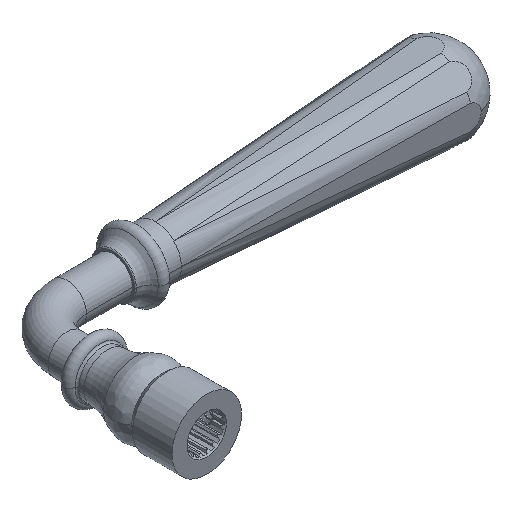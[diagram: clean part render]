
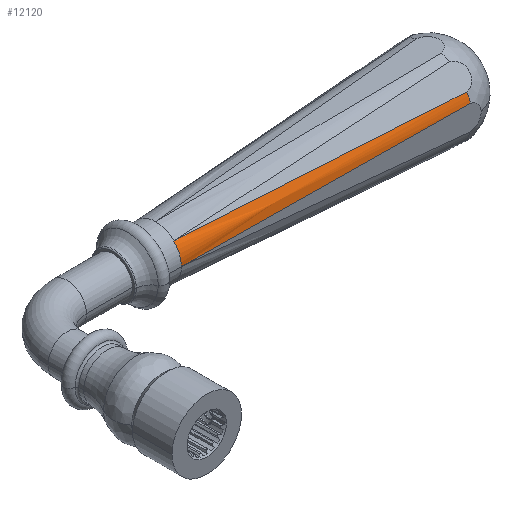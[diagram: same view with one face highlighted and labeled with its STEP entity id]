
A CAD part, isometric view. The second image highlights one B-rep face of the part: STEP entity #12120.
In plain terms, the highlighted free-form (B-spline) face has degree [3, 3] with [7, 4] control points.
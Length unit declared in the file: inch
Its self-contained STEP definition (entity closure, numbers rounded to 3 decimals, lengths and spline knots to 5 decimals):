
#10248=CARTESIAN_POINT('',(0.225,-0.18562,
0.18562));
#10250=CARTESIAN_POINT('',(0.225,-0.18562,
0.18562));
#10251=CARTESIAN_POINT('',(0.225,-0.19522,
0.17601));
#10252=CARTESIAN_POINT('',(0.22542,-0.21306,
0.15521));
#10253=CARTESIAN_POINT('',(0.22504,-0.23503,
0.11937));
#10254=CARTESIAN_POINT('',(0.22505,-0.25083,
0.08105));
#10255=CARTESIAN_POINT('',(0.22541,-0.26047,
0.04041));
#10256=CARTESIAN_POINT('',(0.225,-0.2625,
0.0134));
#10257=CARTESIAN_POINT('',(0.225,-0.2625,
0.));
#10353=CARTESIAN_POINT('',(3.00003,0.,0.));
#10354=DIRECTION('',(-1.,0.,0.));
#10355=DIRECTION('',(0.,-0.958,0.286));
#10356=AXIS2_PLACEMENT_3D('',#10353,#10354,#10355);
#10358=DIRECTION('',(-0.997,0.056,-0.045));
#10359=VECTOR('',#10358,2.78223);
#10360=CARTESIAN_POINT('',(3.,-0.41926,0.125));
#10361=LINE('',#10360,#10359);
#10362=DIRECTION('',(-0.997,0.072,-0.008));
#10363=VECTOR('',#10362,2.78223);
#10364=CARTESIAN_POINT('',(3.,-0.38485,
0.20808));
#10365=LINE('',#10364,#10363);
#11705=VERTEX_POINT('',#10248);
#11706=VERTEX_POINT('',#10257);
#11730=CARTESIAN_POINT('',(3.,-0.41926,0.125));
#11732=VERTEX_POINT('',#11730);
#11737=CARTESIAN_POINT('',(3.,-0.38485,0.20808));
#11739=VERTEX_POINT('',#11737);
#12084=CARTESIAN_POINT('',(3.05553,-0.38666,
0.21263));
#12085=CARTESIAN_POINT('',(2.09352,-0.31566,
0.20601));
#12086=CARTESIAN_POINT('',(1.13151,-0.24466,
0.19939));
#12087=CARTESIAN_POINT('',(0.1695,-0.17365,
0.19277));
#12088=CARTESIAN_POINT('',(3.05553,-0.3874,
0.21127));
#12089=CARTESIAN_POINT('',(2.09352,-0.31705,
0.20428));
#12090=CARTESIAN_POINT('',(1.13151,-0.24671,
0.19729));
#12091=CARTESIAN_POINT('',(0.1695,-0.17637,
0.1903));
#12092=CARTESIAN_POINT('',(3.05553,-0.39498,
0.19694));
#12093=CARTESIAN_POINT('',(2.09352,-0.33138,
0.18588));
#12094=CARTESIAN_POINT('',(1.13151,-0.26778,
0.17482));
#12095=CARTESIAN_POINT('',(0.1695,-0.20419,
0.16376));
#12096=CARTESIAN_POINT('',(3.05553,-0.40803,
0.16901));
#12097=CARTESIAN_POINT('',(2.09352,-0.35392,
0.1466));
#12098=CARTESIAN_POINT('',(1.13151,-0.29982,
0.12419));
#12099=CARTESIAN_POINT('',(0.1695,-0.24571,
0.10178));
#12100=CARTESIAN_POINT('',(3.05553,-0.41855,
0.14003));
#12101=CARTESIAN_POINT('',(2.09352,-0.36576,
0.10289));
#12102=CARTESIAN_POINT('',(1.13151,-0.31297,
0.06574));
#12103=CARTESIAN_POINT('',(0.1695,-0.26018,
0.02859));
#12104=CARTESIAN_POINT('',(3.05553,-0.42332,
0.12454));
#12105=CARTESIAN_POINT('',(2.09352,-0.36863,
0.07974));
#12106=CARTESIAN_POINT('',(1.13151,-0.31395,
0.03495));
#12107=CARTESIAN_POINT('',(0.1695,-0.25927,
-0.00985));
#12108=CARTESIAN_POINT('',(3.05553,-0.42377,
0.12306));
#12109=CARTESIAN_POINT('',(2.09352,-0.36888,
0.07753));
#12110=CARTESIAN_POINT('',(1.13151,-0.31399,
0.03201));
#12111=CARTESIAN_POINT('',(0.1695,-0.2591,
-0.01352));
#12112=B_SPLINE_SURFACE_WITH_KNOTS('',3,3,((#12084,#12085,#12086,#12087),
(#12088,#12089,#12090,#12091),(#12092,#12093,#12094,#12095),(#12096,#12097,
#12098,#12099),(#12100,#12101,#12102,#12103),(#12104,#12105,#12106,#12107),(
#12108,#12109,#12110,#12111)),.UNSPECIFIED.,.F.,.F.,.F.,(4,1,1,1,4),(4,4),(
-0.05285,0.,0.5,1.,1.05285),(-0.02001,
1.02),.UNSPECIFIED.);
#12114=ORIENTED_EDGE('',*,*,#12113,.F.);
#12115=ORIENTED_EDGE('',*,*,#11848,.F.);
#12116=ORIENTED_EDGE('',*,*,#12075,.T.);
#12117=ORIENTED_EDGE('',*,*,#11770,.F.);
#12118=EDGE_LOOP('',(#12114,#12115,#12116,#12117));
#12119=FACE_OUTER_BOUND('',#12118,.F.);
#12120=ADVANCED_FACE('',(#12119),#12112,.F.);
#10258=B_SPLINE_CURVE_WITH_KNOTS('',3,(#10250,#10251,#10252,#10253,#10254,
#10255,#10256,#10257),.UNSPECIFIED.,.F.,.F.,(4,1,1,1,1,4),(0.,0.2,0.4,
0.6,0.8,1.),.UNSPECIFIED.);
#10357=CIRCLE('',#10356,0.4375);
#11770=EDGE_CURVE('',#11705,#11706,#10258,.T.);
#11848=EDGE_CURVE('',#11732,#11739,#10357,.T.);
#12075=EDGE_CURVE('',#11732,#11706,#10361,.T.);
#12113=EDGE_CURVE('',#11739,#11705,#10365,.T.);
